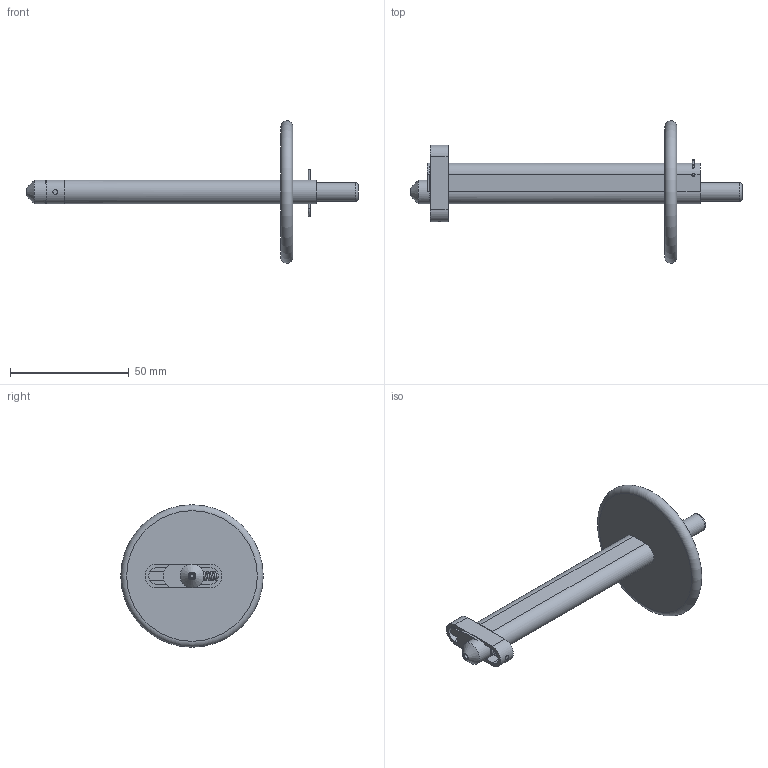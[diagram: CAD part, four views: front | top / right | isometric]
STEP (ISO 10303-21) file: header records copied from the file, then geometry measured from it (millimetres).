
FILE_DESCRIPTION(/* description */ ('Spannstift'),/* implementation_level */ '2;1');
FILE_NAME(/* name */ 'stspender.stp',/* time_stamp */ '2016-12-02T08:45:45+01:00',/* author */ ('boenisch'),/* organization */ (''),/* preprocessor_version */ 'ST-DEVELOPER v15.6',/* originating_system */ 'Autodesk Inventor 2015',/* authorisation */ '');
FILE_SCHEMA (('AUTOMOTIVE_DESIGN { 1 0 10303 214 3 1 1 }'));
Length unit declared in the file: millimetre
Products named in the file (3): sspender; ISO 8752 - 3 x 6  (2) DIN EN ISO; stspender
Assembly tree (19 placements, depth 2):
  stspender
    sspender
    ISO 8752 - 3 x 6  (2) DIN EN ISO  x18
Bounding box: 139.8 x 60 x 60 mm (x, y, z)
Volume: 30844.7 mm3; surface area: 22644.8 mm2
Topology: 24 solids, 24 shells, 232 faces, 528 edges, 348 vertices
Faces by surface type: plane 122, cylinder 62, cone 41, torus 6, bspline 1
Full cylindrical faces by diameter (mm): 1 x1, 1.2 x2, 1.7 x1, 2 x1, 2.9 x1, 3 x1, 3.5 x1, 3.6 x2, 4.5 x1, 7.9 x1, 8 x1, 10 x1
Entity records: 3556 total; most frequent: CARTESIAN_POINT 1267, DIRECTION 492, ORIENTED_EDGE 374, AXIS2_PLACEMENT_3D 197, EDGE_CURVE 187, EDGE_LOOP 137, VERTEX_POINT 134, LINE 98
